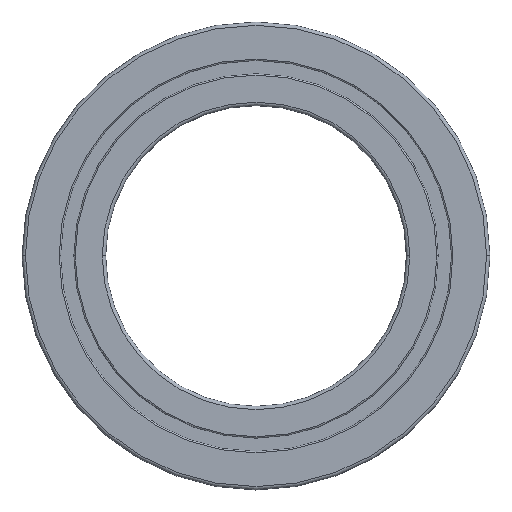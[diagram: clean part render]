
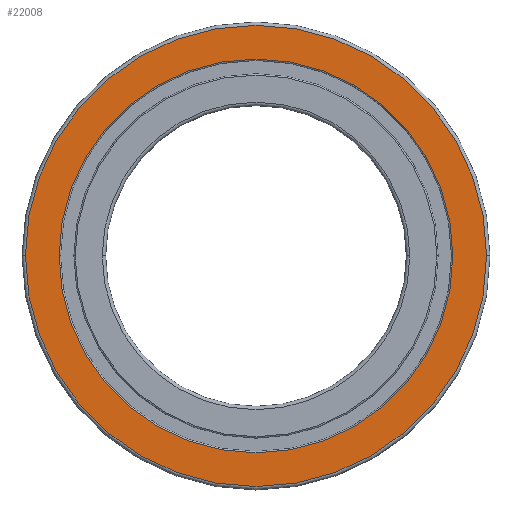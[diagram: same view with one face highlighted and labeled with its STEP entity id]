
A CAD part, top view. The second image highlights one B-rep face of the part: STEP entity #22008.
In plain terms, the highlighted planar face has unit normal (0, 0, 1).
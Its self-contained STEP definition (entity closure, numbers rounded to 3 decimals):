
#223 = FACE_OUTER_BOUND ( 'NONE', #39597, .T. ) ;
#957 = DIRECTION ( 'NONE',  ( 1., 0., 0. ) ) ;
#3099 = DIRECTION ( 'NONE',  ( 0., 0., -1. ) ) ;
#3635 = ORIENTED_EDGE ( 'NONE', *, *, #16702, .T. ) ;
#4005 = CARTESIAN_POINT ( 'NONE',  ( 0., 0., 5. ) ) ;
#5047 = AXIS2_PLACEMENT_3D ( 'NONE', #29818, #21455, #957 ) ;
#5178 = EDGE_CURVE ( 'NONE', #16493, #42588, #24234, .T. ) ;
#5793 = CARTESIAN_POINT ( 'NONE',  ( 0., 0., 5. ) ) ;
#8315 = DIRECTION ( 'NONE',  ( 1., 0., 0. ) ) ;
#8995 = ORIENTED_EDGE ( 'NONE', *, *, #25907, .T. ) ;
#9029 = AXIS2_PLACEMENT_3D ( 'NONE', #4005, #20463, #8315 ) ;
#10951 = CARTESIAN_POINT ( 'NONE',  ( 0., 0., 5. ) ) ;
#11221 = DIRECTION ( 'NONE',  ( 1., 0., 0. ) ) ;
#11320 = AXIS2_PLACEMENT_3D ( 'NONE', #23763, #22510, #40228 ) ;
#15068 = AXIS2_PLACEMENT_3D ( 'NONE', #10951, #3099, #11221 ) ;
#16031 = VERTEX_POINT ( 'NONE', #25727 ) ;
#16493 = VERTEX_POINT ( 'NONE', #43597 ) ;
#16702 = EDGE_CURVE ( 'NONE', #50680, #16031, #42786, .T. ) ;
#17111 = CIRCLE ( 'NONE', #5047, 29.45 ) ;
#17672 = DIRECTION ( 'NONE',  ( 0., 0., 1. ) ) ;
#19175 = CARTESIAN_POINT ( 'NONE',  ( 34.5, 0., 5. ) ) ;
#20463 = DIRECTION ( 'NONE',  ( 0., 0., 1. ) ) ;
#20478 = AXIS2_PLACEMENT_3D ( 'NONE', #5793, #17672, #33853 ) ;
#21455 = DIRECTION ( 'NONE',  ( 0., 0., -1. ) ) ;
#21957 = ORIENTED_EDGE ( 'NONE', *, *, #45371, .T. ) ;
#22008 = ADVANCED_FACE ( 'NONE', ( #223, #40971 ), #45547, .T. ) ;
#22510 = DIRECTION ( 'NONE',  ( 0., 0., 1. ) ) ;
#23763 = CARTESIAN_POINT ( 'NONE',  ( 0., 0., 5. ) ) ;
#24007 = CARTESIAN_POINT ( 'NONE',  ( -29.45, 0., 5. ) ) ;
#24234 = CIRCLE ( 'NONE', #11320, 34.5 ) ;
#25727 = CARTESIAN_POINT ( 'NONE',  ( 29.45, 0., 5. ) ) ;
#25907 = EDGE_CURVE ( 'NONE', #16031, #50680, #17111, .T. ) ;
#29818 = CARTESIAN_POINT ( 'NONE',  ( 0., 0., 5. ) ) ;
#33853 = DIRECTION ( 'NONE',  ( 1., 0., 0. ) ) ;
#39458 = CIRCLE ( 'NONE', #20478, 34.5 ) ;
#39597 = EDGE_LOOP ( 'NONE', ( #21957, #52382 ) ) ;
#40228 = DIRECTION ( 'NONE',  ( 1., 0., 0. ) ) ;
#40971 = FACE_BOUND ( 'NONE', #47011, .T. ) ;
#42588 = VERTEX_POINT ( 'NONE', #19175 ) ;
#42786 = CIRCLE ( 'NONE', #15068, 29.45 ) ;
#43597 = CARTESIAN_POINT ( 'NONE',  ( -34.5, 0., 5. ) ) ;
#45371 = EDGE_CURVE ( 'NONE', #42588, #16493, #39458, .T. ) ;
#45547 = PLANE ( 'NONE',  #9029 ) ;
#47011 = EDGE_LOOP ( 'NONE', ( #8995, #3635 ) ) ;
#50680 = VERTEX_POINT ( 'NONE', #24007 ) ;
#52382 = ORIENTED_EDGE ( 'NONE', *, *, #5178, .T. ) ;
